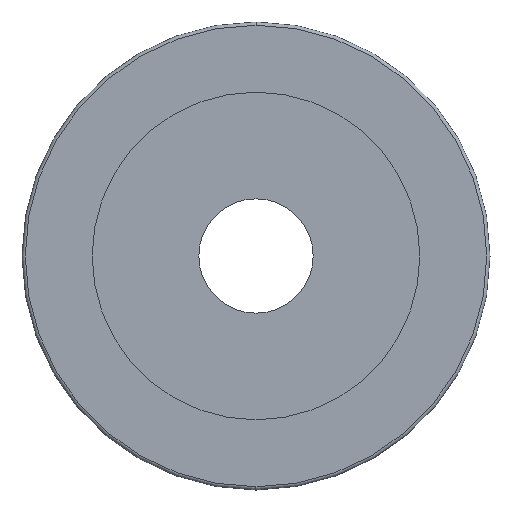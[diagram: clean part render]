
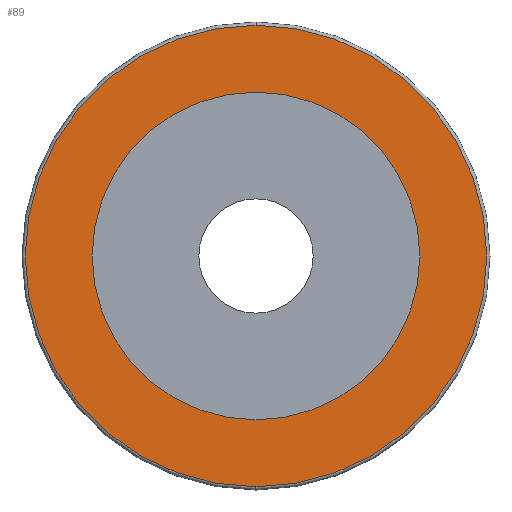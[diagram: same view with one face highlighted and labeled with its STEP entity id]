
A CAD part, left-side view. The second image highlights one B-rep face of the part: STEP entity #89.
In plain terms, the highlighted planar face has unit normal (-1, 0, 0).
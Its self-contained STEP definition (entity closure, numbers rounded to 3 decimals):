
#89=ADVANCED_FACE('',(#122,#123),#124,.T.);
#122=FACE_BOUND('',#158,.T.);
#123=FACE_OUTER_BOUND('',#159,.T.);
#124=PLANE('',#160);
#158=EDGE_LOOP('',(#268,#269));
#159=EDGE_LOOP('',(#270,#271,#272));
#160=AXIS2_PLACEMENT_3D('',#273,#274,#275);
#268=ORIENTED_EDGE('',*,*,#311,.T.);
#269=ORIENTED_EDGE('',*,*,#297,.T.);
#270=ORIENTED_EDGE('',*,*,#312,.T.);
#271=ORIENTED_EDGE('',*,*,#293,.T.);
#272=ORIENTED_EDGE('',*,*,#313,.T.);
#273=CARTESIAN_POINT('',(0.0,0.0,0.0));
#274=DIRECTION('',(-1.0,0.0,0.0));
#275=DIRECTION('',(0.0,0.0,1.0));
#293=EDGE_CURVE('',#333,#335,#337,.T.);
#297=EDGE_CURVE('',#339,#343,#345,.T.);
#311=EDGE_CURVE('',#343,#339,#367,.T.);
#312=EDGE_CURVE('',#368,#333,#369,.T.);
#313=EDGE_CURVE('',#335,#368,#370,.T.);
#333=VERTEX_POINT('',#395);
#335=VERTEX_POINT('',#397);
#337=CIRCLE('',#399,70.6);
#339=VERTEX_POINT('',#401);
#343=VERTEX_POINT('',#406);
#345=CIRCLE('',#409,50.12);
#367=CIRCLE('',#435,50.12);
#368=VERTEX_POINT('',#436);
#369=CIRCLE('',#437,70.6);
#370=CIRCLE('',#438,70.6);
#395=CARTESIAN_POINT('',(0.0,0.,70.6));
#397=CARTESIAN_POINT('',(0.0,0.,-70.6));
#399=AXIS2_PLACEMENT_3D('',#471,#472,#473);
#401=CARTESIAN_POINT('',(0.0,0.,-50.12));
#406=CARTESIAN_POINT('',(0.0,0.,50.12));
#409=AXIS2_PLACEMENT_3D('',#479,#480,#481);
#435=AXIS2_PLACEMENT_3D('',#513,#514,#515);
#436=CARTESIAN_POINT('',(0.,-70.6,0.));
#437=AXIS2_PLACEMENT_3D('',#516,#517,#518);
#438=AXIS2_PLACEMENT_3D('',#519,#520,#521);
#471=CARTESIAN_POINT('',(0.0,0.0,0.0));
#472=DIRECTION('',(-1.0,0.0,0.0));
#473=DIRECTION('',(0.0,-1.0,0.));
#479=CARTESIAN_POINT('',(0.0,0.0,0.0));
#480=DIRECTION('',(1.0,0.0,0.0));
#481=DIRECTION('',(0.0,0.0,-1.0));
#513=CARTESIAN_POINT('',(0.0,0.0,0.0));
#514=DIRECTION('',(1.0,0.0,0.0));
#515=DIRECTION('',(0.0,0.0,-1.0));
#516=CARTESIAN_POINT('',(0.0,0.0,0.0));
#517=DIRECTION('',(-1.0,0.0,0.0));
#518=DIRECTION('',(0.0,-1.0,0.));
#519=CARTESIAN_POINT('',(0.0,0.0,0.0));
#520=DIRECTION('',(-1.0,0.0,0.0));
#521=DIRECTION('',(0.0,-1.0,0.));
